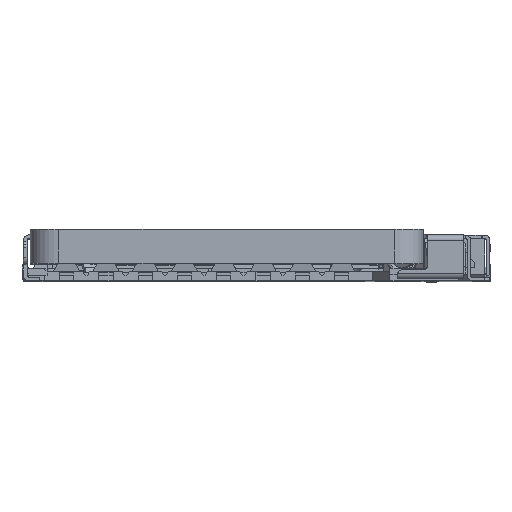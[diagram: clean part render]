
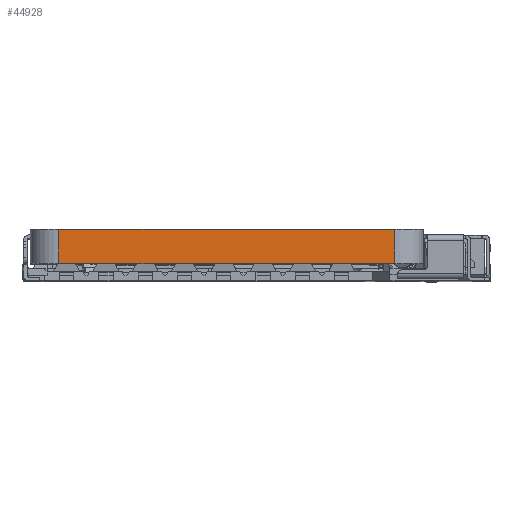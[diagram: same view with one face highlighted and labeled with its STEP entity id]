
A CAD part, top view. The second image highlights one B-rep face of the part: STEP entity #44928.
In plain terms, the highlighted planar face has unit normal (0, 0, 1).
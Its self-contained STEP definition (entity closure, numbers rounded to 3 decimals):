
#3634 = VERTEX_POINT ( 'NONE', #12129 ) ;
#3822 = VERTEX_POINT ( 'NONE', #52362 ) ;
#5157 = EDGE_CURVE ( 'NONE', #53917, #3822, #9282, .T. ) ;
#8111 = ORIENTED_EDGE ( 'NONE', *, *, #60311, .F. ) ;
#8175 = DIRECTION ( 'NONE',  ( 1., 0., 0. ) ) ;
#9282 = LINE ( 'NONE', #46990, #53937 ) ;
#12129 = CARTESIAN_POINT ( 'NONE',  ( 5.35, 0.95, 7.5 ) ) ;
#12922 = LINE ( 'NONE', #26539, #40671 ) ;
#13475 = EDGE_CURVE ( 'NONE', #3822, #23996, #12922, .T. ) ;
#14774 = DIRECTION ( 'NONE',  ( 1., 0., 0. ) ) ;
#16000 = CARTESIAN_POINT ( 'NONE',  ( -4.05, 0.7, 7.5 ) ) ;
#16320 = FACE_OUTER_BOUND ( 'NONE', #46462, .T. ) ;
#20879 = ORIENTED_EDGE ( 'NONE', *, *, #13475, .T. ) ;
#22002 = DIRECTION ( 'NONE',  ( 0., 0., -1. ) ) ;
#22241 = ORIENTED_EDGE ( 'NONE', *, *, #5157, .T. ) ;
#23169 = AXIS2_PLACEMENT_3D ( 'NONE', #16000, #22002, #35953 ) ;
#23996 = VERTEX_POINT ( 'NONE', #30873 ) ;
#24896 = LINE ( 'NONE', #44227, #37332 ) ;
#26133 = PLANE ( 'NONE',  #23169 ) ;
#26539 = CARTESIAN_POINT ( 'NONE',  ( -4.05, 0., 7.5 ) ) ;
#30873 = CARTESIAN_POINT ( 'NONE',  ( 5.35, 0., 7.5 ) ) ;
#31805 = VECTOR ( 'NONE', #36949, 1000. ) ;
#35953 = DIRECTION ( 'NONE',  ( -1., 0., 0. ) ) ;
#36619 = CARTESIAN_POINT ( 'NONE',  ( 5.35, 0.7, 7.5 ) ) ;
#36949 = DIRECTION ( 'NONE',  ( 0., -1., 0. ) ) ;
#37332 = VECTOR ( 'NONE', #14774, 1000. ) ;
#40671 = VECTOR ( 'NONE', #8175, 1000. ) ;
#43945 = ORIENTED_EDGE ( 'NONE', *, *, #44845, .F. ) ;
#44227 = CARTESIAN_POINT ( 'NONE',  ( -4.05, 0.95, 7.5 ) ) ;
#44845 = EDGE_CURVE ( 'NONE', #53917, #3634, #24896, .T. ) ;
#44928 = ADVANCED_FACE ( 'NONE', ( #16320 ), #26133, .F. ) ;
#46462 = EDGE_LOOP ( 'NONE', ( #20879, #8111, #43945, #22241 ) ) ;
#46990 = CARTESIAN_POINT ( 'NONE',  ( -4.05, 0.7, 7.5 ) ) ;
#47932 = DIRECTION ( 'NONE',  ( 0., -1., 0. ) ) ;
#52311 = CARTESIAN_POINT ( 'NONE',  ( -4.05, 0.95, 7.5 ) ) ;
#52362 = CARTESIAN_POINT ( 'NONE',  ( -4.05, 0., 7.5 ) ) ;
#53917 = VERTEX_POINT ( 'NONE', #52311 ) ;
#53937 = VECTOR ( 'NONE', #47932, 1000. ) ;
#56263 = LINE ( 'NONE', #36619, #31805 ) ;
#60311 = EDGE_CURVE ( 'NONE', #3634, #23996, #56263, .T. ) ;
